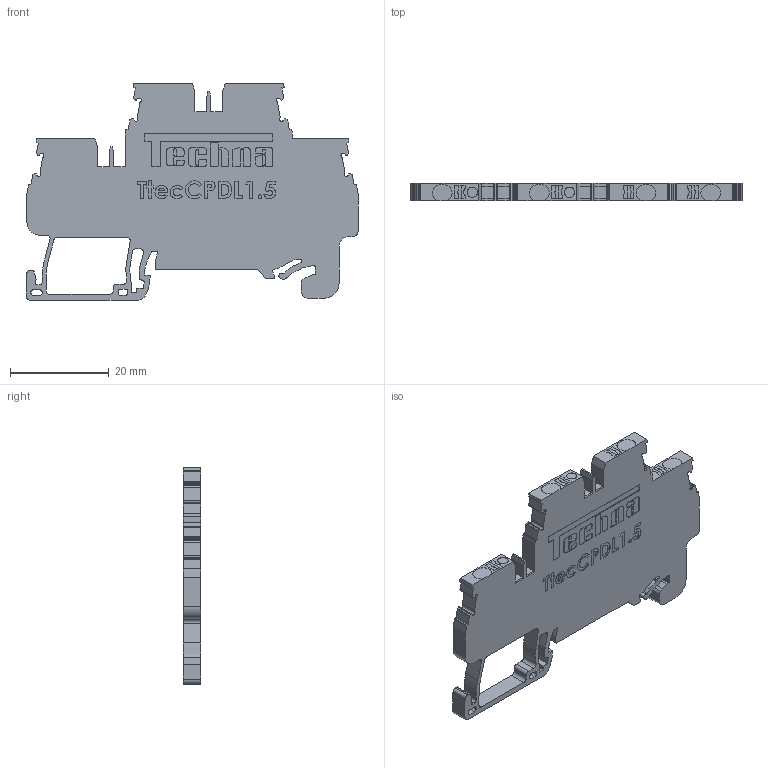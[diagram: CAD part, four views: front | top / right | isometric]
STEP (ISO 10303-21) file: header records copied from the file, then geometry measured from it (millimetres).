
FILE_DESCRIPTION (( 'STEP AP214' ), '1' );
FILE_NAME ('TtecCPDL1.5.STEP', '2020-07-02T08:12:27', ( '' ), ( '' ), 'SwSTEP 2.0', 'SolidWorks 2020', '' );
FILE_SCHEMA (( 'AUTOMOTIVE_DESIGN' ));
Length unit declared in the file: millimetre
Products named in the file (1): TtecCPDL1.5
Bounding box: 67.4 x 3.5 x 44 mm (x, y, z)
Volume: 6795.7 mm3; surface area: 5388.4 mm2
Topology: 1 solids, 1 shells, 879 faces, 2501 edges, 1674 vertices
Faces by surface type: plane 505, cylinder 278, bspline 96
Entity records: 39568 total; most frequent: CARTESIAN_POINT 11007, ORIENTED_EDGE 5002, DIRECTION 4433, EDGE_CURVE 2501, VECTOR 1753, LINE 1753, VERTEX_POINT 1674, AXIS2_PLACEMENT_3D 1340
